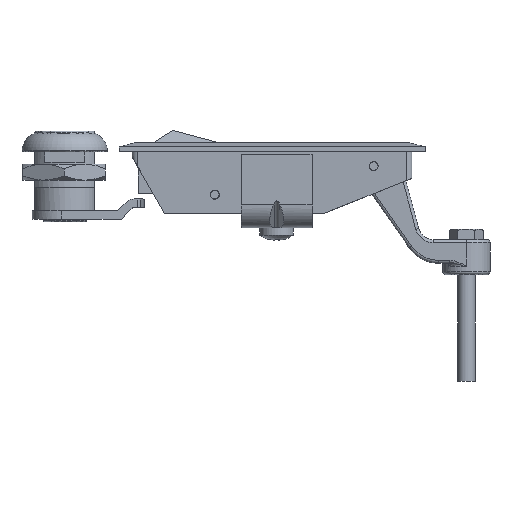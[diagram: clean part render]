
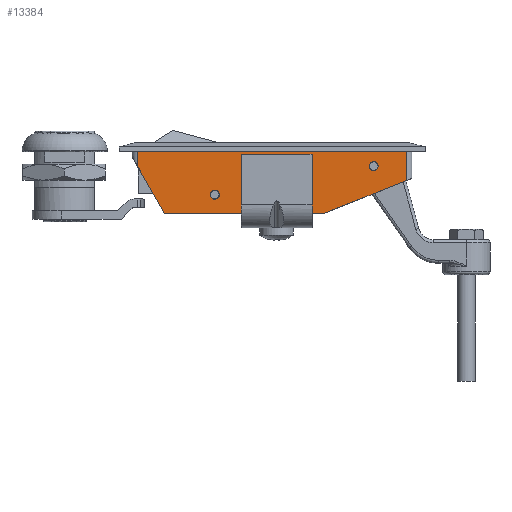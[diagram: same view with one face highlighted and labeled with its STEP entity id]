
A CAD part, top view. The second image highlights one B-rep face of the part: STEP entity #13384.
In plain terms, the highlighted planar face has unit normal (0, -0.018, 1).
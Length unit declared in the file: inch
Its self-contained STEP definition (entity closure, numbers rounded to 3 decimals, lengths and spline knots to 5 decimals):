
#125=ELLIPSE('',#14091,0.04751,0.0475);
#126=ELLIPSE('',#14092,0.04751,0.0475);
#127=ELLIPSE('',#14093,0.04751,0.0475);
#128=ELLIPSE('',#14094,0.04751,0.0475);
#1152=LINE('',#20819,#2345);
#1154=LINE('',#20830,#2347);
#1165=LINE('',#20871,#2358);
#1171=LINE('',#20884,#2364);
#1172=LINE('',#20886,#2365);
#1173=LINE('',#20887,#2366);
#2345=VECTOR('',#15732,0.3937);
#2347=VECTOR('',#15744,0.06);
#2358=VECTOR('',#15785,0.3937);
#2364=VECTOR('',#15797,0.3937);
#2365=VECTOR('',#15800,0.3937);
#2366=VECTOR('',#15801,0.3937);
#3849=FACE_BOUND('',#4893,.T.);
#3850=FACE_BOUND('',#4894,.T.);
#4125=FACE_OUTER_BOUND('',#4892,.T.);
#4892=EDGE_LOOP('',(#10169,#10170,#10171,#10172,#10173,#10174));
#4893=EDGE_LOOP('',(#10175,#10176));
#4894=EDGE_LOOP('',(#10177,#10178));
#6134=VERTEX_POINT('',#20816);
#6135=VERTEX_POINT('',#20818);
#6138=VERTEX_POINT('',#20827);
#6139=VERTEX_POINT('',#20829);
#6154=VERTEX_POINT('',#20869);
#6158=VERTEX_POINT('',#20882);
#6159=VERTEX_POINT('',#20888);
#6160=VERTEX_POINT('',#20889);
#6161=VERTEX_POINT('',#20892);
#6162=VERTEX_POINT('',#20893);
#7581=EDGE_CURVE('',#6134,#6135,#1152,.T.);
#7585=EDGE_CURVE('',#6138,#6139,#1154,.T.);
#7606=EDGE_CURVE('',#6154,#6134,#1165,.T.);
#7613=EDGE_CURVE('',#6158,#6154,#1171,.T.);
#7614=EDGE_CURVE('',#6135,#6138,#1172,.T.);
#7615=EDGE_CURVE('',#6139,#6158,#1173,.T.);
#7616=EDGE_CURVE('',#6159,#6160,#125,.T.);
#7617=EDGE_CURVE('',#6160,#6159,#126,.T.);
#7618=EDGE_CURVE('',#6161,#6162,#127,.T.);
#7619=EDGE_CURVE('',#6162,#6161,#128,.T.);
#10169=ORIENTED_EDGE('',*,*,#7585,.F.);
#10170=ORIENTED_EDGE('',*,*,#7614,.F.);
#10171=ORIENTED_EDGE('',*,*,#7581,.F.);
#10172=ORIENTED_EDGE('',*,*,#7606,.F.);
#10173=ORIENTED_EDGE('',*,*,#7613,.F.);
#10174=ORIENTED_EDGE('',*,*,#7615,.F.);
#10175=ORIENTED_EDGE('',*,*,#7616,.T.);
#10176=ORIENTED_EDGE('',*,*,#7617,.T.);
#10177=ORIENTED_EDGE('',*,*,#7618,.T.);
#10178=ORIENTED_EDGE('',*,*,#7619,.T.);
#12885=PLANE('',#14090);
#13384=ADVANCED_FACE('',(#4125,#3849,#3850),#12885,.T.);
#14090=AXIS2_PLACEMENT_3D('',#20885,#15798,#15799);
#14091=AXIS2_PLACEMENT_3D('',#20890,#15802,#15803);
#14092=AXIS2_PLACEMENT_3D('',#20891,#15804,#15805);
#14093=AXIS2_PLACEMENT_3D('',#20894,#15806,#15807);
#14094=AXIS2_PLACEMENT_3D('',#20895,#15808,#15809);
#15732=DIRECTION('',(-1.,0.,0.));
#15744=DIRECTION('',(0.,1.,0.017));
#15785=DIRECTION('',(-0.928,-0.372,-0.006));
#15797=DIRECTION('',(0.,-1.,-0.017));
#15798=DIRECTION('center_axis',(0.,-0.017,1.));
#15799=DIRECTION('ref_axis',(1.,0.,0.));
#15800=DIRECTION('',(-0.495,0.869,0.015));
#15801=DIRECTION('',(1.,0.,0.));
#15802=DIRECTION('center_axis',(0.,0.017,-1.));
#15803=DIRECTION('ref_axis',(0.,-1.,-0.017));
#15804=DIRECTION('center_axis',(0.,0.017,-1.));
#15805=DIRECTION('ref_axis',(0.,-1.,-0.017));
#15806=DIRECTION('center_axis',(0.,0.017,-1.));
#15807=DIRECTION('ref_axis',(0.,1.,0.017));
#15808=DIRECTION('center_axis',(0.,0.017,-1.));
#15809=DIRECTION('ref_axis',(0.,1.,0.017));
#20816=CARTESIAN_POINT('',(0.498,0.,0.40998));
#20818=CARTESIAN_POINT('',(-1.19,0.,0.40998));
#20819=CARTESIAN_POINT('',(0.,0.,0.40998));
#20827=CARTESIAN_POINT('',(-1.47259,0.49577,0.41863));
#20829=CARTESIAN_POINT('',(-1.47259,0.66,0.4215));
#20830=CARTESIAN_POINT('',(-1.47259,0.32888,0.41572));
#20869=CARTESIAN_POINT('',(1.376,0.35195,0.41612));
#20871=CARTESIAN_POINT('',(0.75122,0.10151,0.41175));
#20882=CARTESIAN_POINT('',(1.376,0.66,0.4215));
#20884=CARTESIAN_POINT('',(1.376,0.32632,0.41568));
#20885=CARTESIAN_POINT('Origin',(0.,0.,0.40998));
#20886=CARTESIAN_POINT('',(-1.04259,-0.25862,0.40547));
#20887=CARTESIAN_POINT('',(0.,0.66,0.4215));
#20888=CARTESIAN_POINT('',(-0.657,0.2495,0.41433));
#20889=CARTESIAN_POINT('',(-0.6095,0.202,0.41351));
#20890=CARTESIAN_POINT('Origin',(-0.657,0.202,0.41351));
#20891=CARTESIAN_POINT('Origin',(-0.657,0.202,0.41351));
#20892=CARTESIAN_POINT('',(1.03,0.4565,0.41795));
#20893=CARTESIAN_POINT('',(1.0775,0.504,0.41878));
#20894=CARTESIAN_POINT('Origin',(1.03,0.504,0.41878));
#20895=CARTESIAN_POINT('Origin',(1.03,0.504,0.41878));
